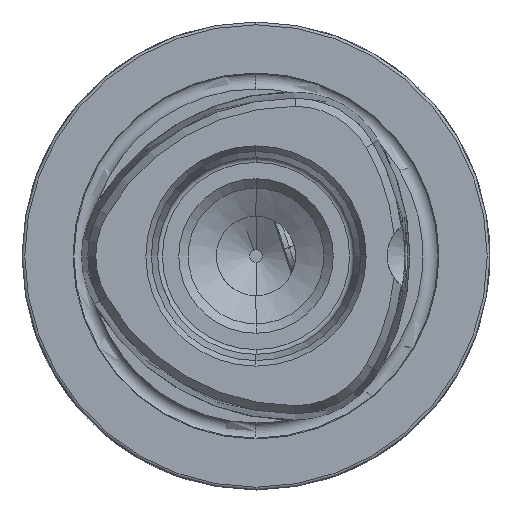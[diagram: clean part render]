
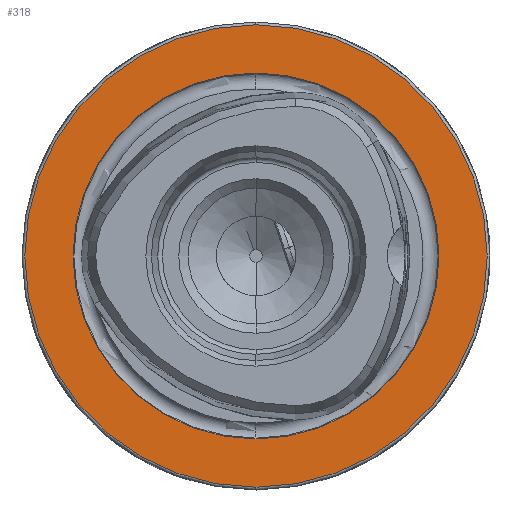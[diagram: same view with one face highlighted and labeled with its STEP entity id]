
A CAD part, left-side view. The second image highlights one B-rep face of the part: STEP entity #318.
In plain terms, the highlighted planar face has unit normal (-1, 0, 0).
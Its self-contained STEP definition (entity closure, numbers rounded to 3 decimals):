
#318 = ADVANCED_FACE ( 'NONE', ( #2699, #2714 ), #1174, .F. ) ;
#1106 = ORIENTED_EDGE ( 'NONE', *, *, #10058, .F. ) ;
#1107 = ORIENTED_EDGE ( 'NONE', *, *, #4821, .F. ) ;
#1108 = ORIENTED_EDGE ( 'NONE', *, *, #4825, .T. ) ;
#1109 = ORIENTED_EDGE ( 'NONE', *, *, #10057, .T. ) ;
#1171 = CARTESIAN_POINT ( 'NONE',  ( 0., 19.55, 0. ) ) ;
#1174 = PLANE ( 'NONE',  #3849 ) ;
#1176 = DIRECTION ( 'NONE',  ( 1., 0., 0. ) ) ;
#1177 = DIRECTION ( 'NONE',  ( 0., 0., -1. ) ) ;
#1454 = CARTESIAN_POINT ( 'NONE',  ( 0., 0., -24.7 ) ) ;
#1455 = CARTESIAN_POINT ( 'NONE',  ( 0., 0., 24.7 ) ) ;
#1457 = CARTESIAN_POINT ( 'NONE',  ( 0., 0., 19.55 ) ) ;
#1596 = VERTEX_POINT ( 'NONE', #1454 ) ;
#1597 = VERTEX_POINT ( 'NONE', #1455 ) ;
#1599 = VERTEX_POINT ( 'NONE', #1457 ) ;
#1893 = CARTESIAN_POINT ( 'NONE',  ( 0., 0., 0. ) ) ;
#1894 = DIRECTION ( 'NONE',  ( -1., 0., 0. ) ) ;
#1895 = DIRECTION ( 'NONE',  ( 0., 0., 1. ) ) ;
#1902 = CARTESIAN_POINT ( 'NONE',  ( 0., 0., 0. ) ) ;
#1903 = DIRECTION ( 'NONE',  ( -1., 0., 0. ) ) ;
#1904 = DIRECTION ( 'NONE',  ( 0., 0., 1. ) ) ;
#2699 = FACE_BOUND ( 'NONE', #8334, .T. ) ;
#2714 = FACE_OUTER_BOUND ( 'NONE', #8333, .T. ) ;
#3849 = AXIS2_PLACEMENT_3D ( 'NONE', #1171, #1176, #1177 ) ;
#4078 = AXIS2_PLACEMENT_3D ( 'NONE', #1893, #1894, #1895 ) ;
#4081 = AXIS2_PLACEMENT_3D ( 'NONE', #1902, #1903, #1904 ) ;
#4821 = EDGE_CURVE ( 'NONE', #7234, #1599, #7999, .T. ) ;
#4825 = EDGE_CURVE ( 'NONE', #1597, #1596, #8007, .T. ) ;
#7234 = VERTEX_POINT ( 'NONE', #8548 ) ;
#7999 = CIRCLE ( 'NONE', #4078, 19.55 ) ;
#8007 = CIRCLE ( 'NONE', #4081, 24.7 ) ;
#8333 = EDGE_LOOP ( 'NONE', ( #1108, #1109 ) ) ;
#8334 = EDGE_LOOP ( 'NONE', ( #1106, #1107 ) ) ;
#8548 = CARTESIAN_POINT ( 'NONE',  ( 0., 0., -19.55 ) ) ;
#10057 = EDGE_CURVE ( 'NONE', #1596, #1597, #12361, .T. ) ;
#10058 = EDGE_CURVE ( 'NONE', #1599, #7234, #12362, .T. ) ;
#10444 = AXIS2_PLACEMENT_3D ( 'NONE', #10742, #10743, #10744 ) ;
#10445 = AXIS2_PLACEMENT_3D ( 'NONE', #10745, #10746, #10747 ) ;
#10742 = CARTESIAN_POINT ( 'NONE',  ( 0., 0., 0. ) ) ;
#10743 = DIRECTION ( 'NONE',  ( -1., 0., 0. ) ) ;
#10744 = DIRECTION ( 'NONE',  ( 0., 0., 1. ) ) ;
#10745 = CARTESIAN_POINT ( 'NONE',  ( 0., 0., 0. ) ) ;
#10746 = DIRECTION ( 'NONE',  ( -1., 0., 0. ) ) ;
#10747 = DIRECTION ( 'NONE',  ( 0., 0., 1. ) ) ;
#12361 = CIRCLE ( 'NONE', #10444, 24.7 ) ;
#12362 = CIRCLE ( 'NONE', #10445, 19.55 ) ;
